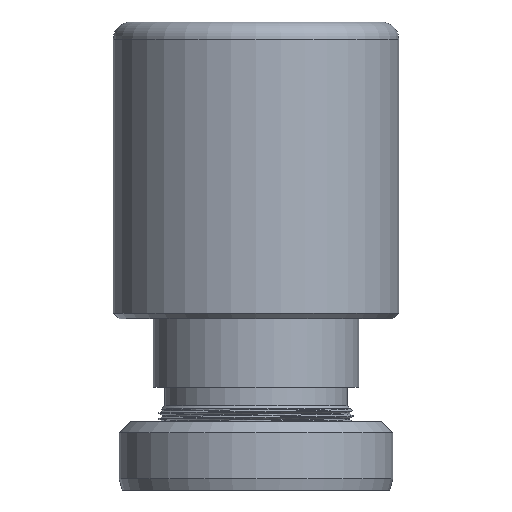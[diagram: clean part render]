
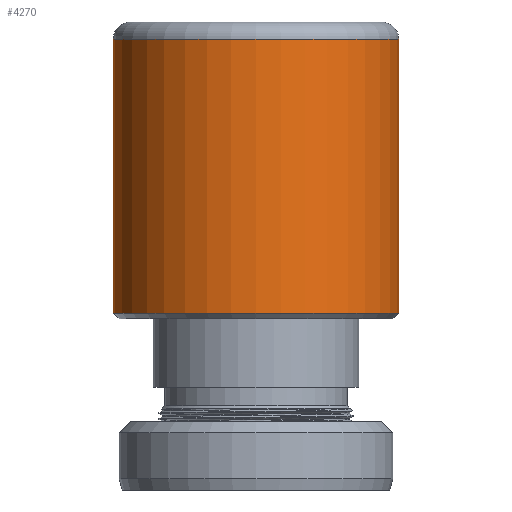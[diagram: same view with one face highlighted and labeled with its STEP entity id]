
A CAD part, front view. The second image highlights one B-rep face of the part: STEP entity #4270.
In plain terms, the highlighted cylindrical face has radius 12.5 mm (diameter 25 mm), a partial arc.
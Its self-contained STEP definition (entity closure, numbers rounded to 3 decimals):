
#405 = FACE_OUTER_BOUND ( 'NONE', #1913, .T. ) ;
#670 = VERTEX_POINT ( 'NONE', #8349 ) ;
#712 = AXIS2_PLACEMENT_3D ( 'NONE', #6771, #8592, #6824 ) ;
#741 = VECTOR ( 'NONE', #3273, 1000. ) ;
#746 = CIRCLE ( 'NONE', #9573, 12.5 ) ;
#1298 = DIRECTION ( 'NONE',  ( 0., 0., -1. ) ) ;
#1913 = EDGE_LOOP ( 'NONE', ( #9905, #10686, #10235, #5952 ) ) ;
#2742 = VERTEX_POINT ( 'NONE', #4755 ) ;
#3038 = CARTESIAN_POINT ( 'NONE',  ( 12.5, 0., 41. ) ) ;
#3273 = DIRECTION ( 'NONE',  ( 0., 0., -1. ) ) ;
#3827 = CARTESIAN_POINT ( 'NONE',  ( 0., 0., 41. ) ) ;
#3941 = EDGE_CURVE ( 'NONE', #9068, #670, #5569, .T. ) ;
#4117 = CARTESIAN_POINT ( 'NONE',  ( -12.5, 0., 41. ) ) ;
#4228 = EDGE_CURVE ( 'NONE', #4737, #670, #9860, .T. ) ;
#4270 = ADVANCED_FACE ( 'NONE', ( #405 ), #10653, .T. ) ;
#4737 = VERTEX_POINT ( 'NONE', #7996 ) ;
#4755 = CARTESIAN_POINT ( 'NONE',  ( -12.5, 0., 39.5 ) ) ;
#5491 = CARTESIAN_POINT ( 'NONE',  ( -12.5, 0., 15.5 ) ) ;
#5569 = CIRCLE ( 'NONE', #712, 12.5 ) ;
#5754 = DIRECTION ( 'NONE',  ( 1., 0., 0. ) ) ;
#5952 = ORIENTED_EDGE ( 'NONE', *, *, #3941, .T. ) ;
#5980 = EDGE_CURVE ( 'NONE', #2742, #9068, #7626, .T. ) ;
#6771 = CARTESIAN_POINT ( 'NONE',  ( 0., 0., 15.5 ) ) ;
#6824 = DIRECTION ( 'NONE',  ( -1., 0., 0. ) ) ;
#7059 = EDGE_CURVE ( 'NONE', #4737, #2742, #746, .T. ) ;
#7375 = VECTOR ( 'NONE', #9915, 1000. ) ;
#7626 = LINE ( 'NONE', #4117, #741 ) ;
#7996 = CARTESIAN_POINT ( 'NONE',  ( 12.5, 0., 39.5 ) ) ;
#8349 = CARTESIAN_POINT ( 'NONE',  ( 12.5, 0., 15.5 ) ) ;
#8592 = DIRECTION ( 'NONE',  ( 0., 0., 1. ) ) ;
#9068 = VERTEX_POINT ( 'NONE', #5491 ) ;
#9079 = DIRECTION ( 'NONE',  ( -1., 0., 0. ) ) ;
#9573 = AXIS2_PLACEMENT_3D ( 'NONE', #9980, #10939, #5754 ) ;
#9860 = LINE ( 'NONE', #3038, #7375 ) ;
#9905 = ORIENTED_EDGE ( 'NONE', *, *, #4228, .F. ) ;
#9915 = DIRECTION ( 'NONE',  ( 0., 0., -1. ) ) ;
#9980 = CARTESIAN_POINT ( 'NONE',  ( 0., 0., 39.5 ) ) ;
#10075 = AXIS2_PLACEMENT_3D ( 'NONE', #3827, #1298, #9079 ) ;
#10235 = ORIENTED_EDGE ( 'NONE', *, *, #5980, .T. ) ;
#10653 = CYLINDRICAL_SURFACE ( 'NONE', #10075, 12.5 ) ;
#10686 = ORIENTED_EDGE ( 'NONE', *, *, #7059, .T. ) ;
#10939 = DIRECTION ( 'NONE',  ( 0., 0., -1. ) ) ;
